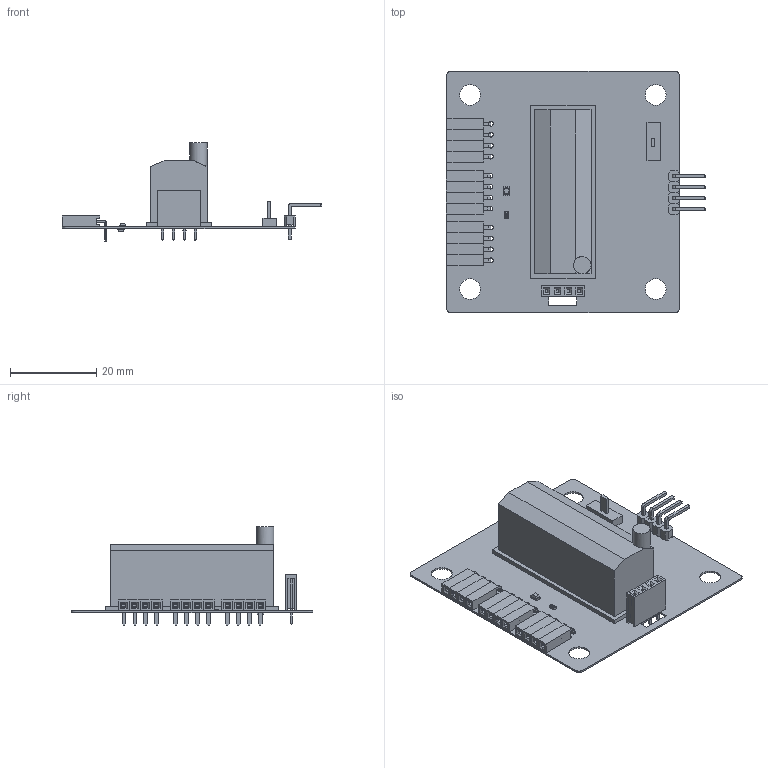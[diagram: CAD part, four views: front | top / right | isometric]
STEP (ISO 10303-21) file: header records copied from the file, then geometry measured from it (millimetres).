
FILE_DESCRIPTION(('Open CASCADE Model'),'2;1');
FILE_NAME('Open CASCADE Shape Model','2020-04-21T11:17:42',('Author'),( 'Open CASCADE'),'Open CASCADE STEP processor 6.8','Open CASCADE 6.8' ,'Unknown');
FILE_SCHEMA(('AUTOMOTIVE_DESIGN { 1 0 10303 214 1 1 1 1 }'));
Length unit declared in the file: millimetre
Products named in the file (28): PCB; Board; SA?; 2109491144; Extruded; 2109490464; X5; PBS-04; VD3; User_Library-SOD523-2; VD4; VD5; X2; User_Library-PBS_(DS1024); X3; X4; User_Library-PLS-4R_gold; X1; VD2; User_Library-FYLS-1206; VD1; LED_0805_-_GREEN; R1; chip_0603_r; R2; Free-Models; 6_v1
Assembly tree (32 placements, depth 4):
  PCB
    Board
    SA?
      2109491144
        Extruded
      2109490464
        Extruded
    X5
      PBS-04
    VD3
      User_Library-SOD523-2
    VD4
      User_Library-SOD523-2
    VD5
      User_Library-SOD523-2
    X2
      User_Library-PBS_(DS1024)
    X3
      User_Library-PBS_(DS1024)
    X4
      User_Library-PLS-4R_gold
    X1
      User_Library-PBS_(DS1024)
    VD2
      User_Library-FYLS-1206
    VD1
      LED_0805_-_GREEN
    R1
      chip_0603_r
    R2
      chip_0603_r
    Free-Models
      6_v1
Bounding box: 60.05 x 56 x 22.8 mm (x, y, z)
Volume: 3962.7 mm3; surface area: 13263.3 mm2
Topology: 41 solids, 41 shells, 1524 faces, 3942 edges, 2466 vertices
Faces by surface type: plane 1174, cylinder 210, bspline 98, sphere 42
Full cylindrical faces by diameter (mm): 0.9 x2, 1.1 x20, 3 x4, 4 x1, 4.8 x4
Entity records: 31329 total; most frequent: CARTESIAN_POINT 7388, ORIENTED_EDGE 4226, DIRECTION 3844, EDGE_CURVE 2113, LINE 1780, VECTOR 1780, VERTEX_POINT 1340, AXIS2_PLACEMENT_3D 1032
